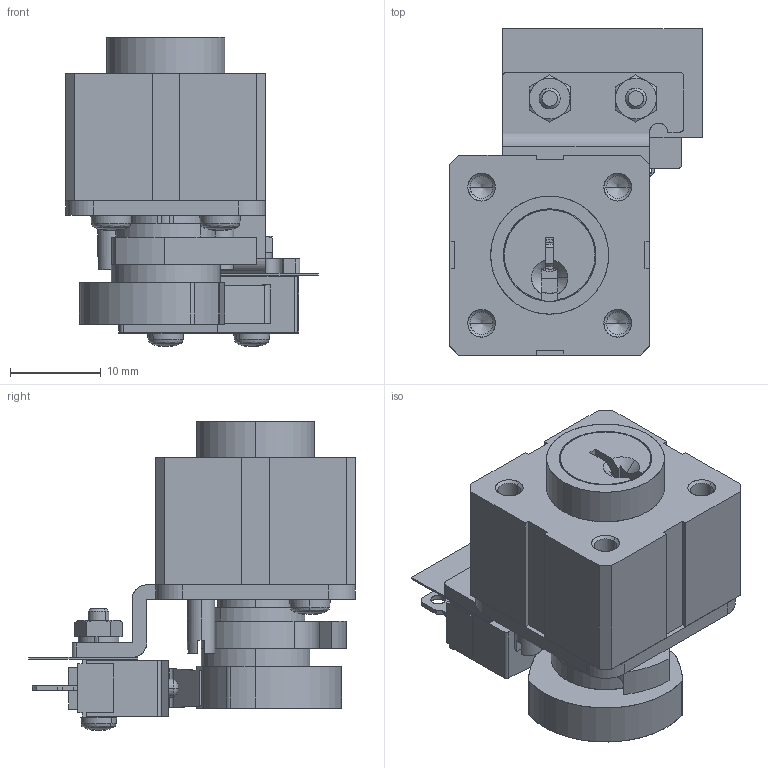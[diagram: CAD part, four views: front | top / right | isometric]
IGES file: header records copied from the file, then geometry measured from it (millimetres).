
Start section: SolidWorks IGES file using analytic representation for surfaces
Global section: file name: S-3-90-B-1.IGS; native system: SolidWorks 2014; preprocessor: SolidWorks 2014; author: 1337yo; date: 190722.144455; units: millimetre
Bounding box: 27.8 x 36 x 34.06 mm (x, y, z)
Surface area: 9624.1 mm2 (no closed solid volume)
Topology: 0 solids, 0 shells, 572 faces, 6191 edges, 6182 vertices
Faces by surface type: bspline 363, revolution 209
